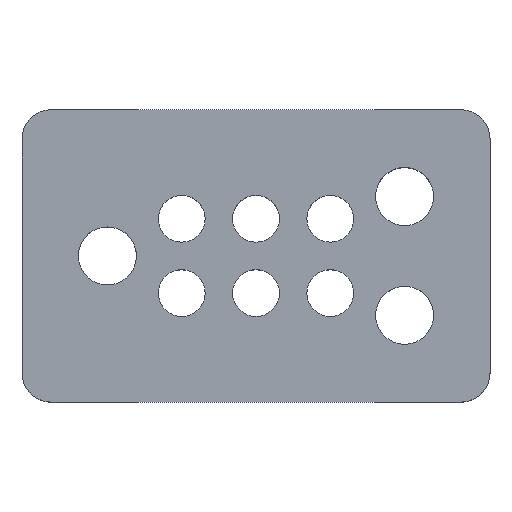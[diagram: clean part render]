
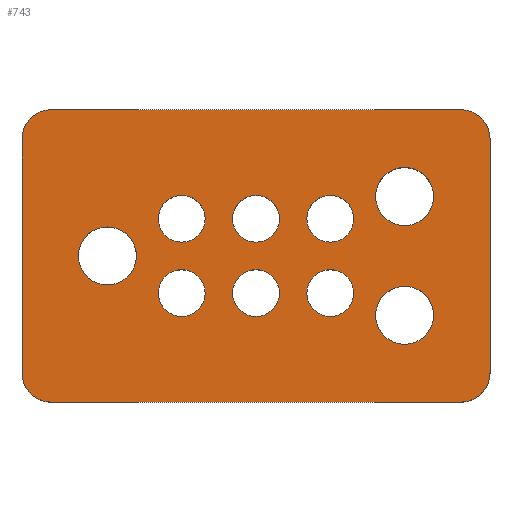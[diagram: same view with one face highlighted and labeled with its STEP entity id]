
A CAD part, top view. The second image highlights one B-rep face of the part: STEP entity #743.
In plain terms, the highlighted planar face has unit normal (0, 0, 1).
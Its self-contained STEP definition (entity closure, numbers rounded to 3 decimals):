
#71 = VERTEX_POINT('',#72);
#72 = CARTESIAN_POINT('',(3.5,2.5,0.));
#90 = VERTEX_POINT('',#91);
#91 = CARTESIAN_POINT('',(4.,2.,0.));
#97 = EDGE_CURVE('',#71,#90,#98,.T.);
#98 = CIRCLE('',#99,0.5);
#99 = AXIS2_PLACEMENT_3D('',#100,#101,#102);
#100 = CARTESIAN_POINT('',(3.5,2.,0.));
#101 = DIRECTION('',(0.,0.,-1.));
#102 = DIRECTION('',(0.,1.,0.));
#122 = VERTEX_POINT('',#123);
#123 = CARTESIAN_POINT('',(2.,2.5,0.));
#129 = EDGE_CURVE('',#71,#122,#130,.T.);
#130 = LINE('',#131,#132);
#131 = CARTESIAN_POINT('',(3.5,2.5,0.));
#132 = VECTOR('',#133,1.);
#133 = DIRECTION('',(-1.,0.,0.));
#153 = VERTEX_POINT('',#154);
#154 = CARTESIAN_POINT('',(4.,-2.,0.));
#160 = EDGE_CURVE('',#90,#153,#161,.T.);
#161 = LINE('',#162,#163);
#162 = CARTESIAN_POINT('',(4.,2.,0.));
#163 = VECTOR('',#164,1.);
#164 = DIRECTION('',(0.,-1.,0.));
#184 = VERTEX_POINT('',#185);
#185 = CARTESIAN_POINT('',(-2.,2.5,0.));
#191 = EDGE_CURVE('',#122,#184,#192,.T.);
#192 = LINE('',#193,#194);
#193 = CARTESIAN_POINT('',(2.,2.5,0.));
#194 = VECTOR('',#195,1.);
#195 = DIRECTION('',(-1.,0.,0.));
#216 = VERTEX_POINT('',#217);
#217 = CARTESIAN_POINT('',(3.5,-2.5,0.));
#223 = EDGE_CURVE('',#153,#216,#224,.T.);
#224 = CIRCLE('',#225,0.5);
#225 = AXIS2_PLACEMENT_3D('',#226,#227,#228);
#226 = CARTESIAN_POINT('',(3.5,-2.,0.));
#227 = DIRECTION('',(0.,0.,-1.));
#228 = DIRECTION('',(1.,0.,0.));
#239 = VERTEX_POINT('',#240);
#240 = CARTESIAN_POINT('',(-3.5,2.5,0.));
#255 = EDGE_CURVE('',#239,#184,#256,.T.);
#256 = LINE('',#257,#258);
#257 = CARTESIAN_POINT('',(-3.5,2.5,0.));
#258 = VECTOR('',#259,1.);
#259 = DIRECTION('',(1.,0.,0.));
#279 = VERTEX_POINT('',#280);
#280 = CARTESIAN_POINT('',(2.,-2.5,0.));
#286 = EDGE_CURVE('',#216,#279,#287,.T.);
#287 = LINE('',#288,#289);
#288 = CARTESIAN_POINT('',(3.5,-2.5,0.));
#289 = VECTOR('',#290,1.);
#290 = DIRECTION('',(-1.,0.,0.));
#301 = VERTEX_POINT('',#302);
#302 = CARTESIAN_POINT('',(-4.,2.,0.));
#318 = EDGE_CURVE('',#301,#239,#319,.T.);
#319 = CIRCLE('',#320,0.5);
#320 = AXIS2_PLACEMENT_3D('',#321,#322,#323);
#321 = CARTESIAN_POINT('',(-3.5,2.,0.));
#322 = DIRECTION('',(0.,0.,-1.));
#323 = DIRECTION('',(-1.,0.,-0.));
#334 = VERTEX_POINT('',#335);
#335 = CARTESIAN_POINT('',(-2.,-2.5,0.));
#350 = EDGE_CURVE('',#334,#279,#351,.T.);
#351 = LINE('',#352,#353);
#352 = CARTESIAN_POINT('',(-2.,-2.5,0.));
#353 = VECTOR('',#354,1.);
#354 = DIRECTION('',(1.,0.,0.));
#374 = VERTEX_POINT('',#375);
#375 = CARTESIAN_POINT('',(-4.,-2.,0.));
#381 = EDGE_CURVE('',#301,#374,#382,.T.);
#382 = LINE('',#383,#384);
#383 = CARTESIAN_POINT('',(-4.,2.,0.));
#384 = VECTOR('',#385,1.);
#385 = DIRECTION('',(0.,-1.,0.));
#396 = VERTEX_POINT('',#397);
#397 = CARTESIAN_POINT('',(-3.5,-2.5,0.));
#412 = EDGE_CURVE('',#396,#334,#413,.T.);
#413 = LINE('',#414,#415);
#414 = CARTESIAN_POINT('',(-3.5,-2.5,0.));
#415 = VECTOR('',#416,1.);
#416 = DIRECTION('',(1.,0.,0.));
#435 = EDGE_CURVE('',#396,#374,#436,.T.);
#436 = CIRCLE('',#437,0.5);
#437 = AXIS2_PLACEMENT_3D('',#438,#439,#440);
#438 = CARTESIAN_POINT('',(-3.5,-2.,0.));
#439 = DIRECTION('',(0.,0.,-1.));
#440 = DIRECTION('',(0.,-1.,0.));
#451 = VERTEX_POINT('',#452);
#452 = CARTESIAN_POINT('',(3.035,-1.016,0.));
#468 = EDGE_CURVE('',#451,#451,#469,.T.);
#469 = CIRCLE('',#470,0.495);
#470 = AXIS2_PLACEMENT_3D('',#471,#472,#473);
#471 = CARTESIAN_POINT('',(2.54,-1.016,0.));
#472 = DIRECTION('',(0.,0.,1.));
#473 = DIRECTION('',(1.,0.,-0.));
#484 = VERTEX_POINT('',#485);
#485 = CARTESIAN_POINT('',(1.67,-0.635,0.));
#501 = EDGE_CURVE('',#484,#484,#502,.T.);
#502 = CIRCLE('',#503,0.4);
#503 = AXIS2_PLACEMENT_3D('',#504,#505,#506);
#504 = CARTESIAN_POINT('',(1.27,-0.635,0.));
#505 = DIRECTION('',(0.,0.,1.));
#506 = DIRECTION('',(1.,0.,-0.));
#517 = VERTEX_POINT('',#518);
#518 = CARTESIAN_POINT('',(0.4,-0.635,0.));
#534 = EDGE_CURVE('',#517,#517,#535,.T.);
#535 = CIRCLE('',#536,0.4);
#536 = AXIS2_PLACEMENT_3D('',#537,#538,#539);
#537 = CARTESIAN_POINT('',(0.,-0.635,0.));
#538 = DIRECTION('',(0.,0.,1.));
#539 = DIRECTION('',(1.,0.,-0.));
#550 = VERTEX_POINT('',#551);
#551 = CARTESIAN_POINT('',(-0.87,-0.635,0.));
#567 = EDGE_CURVE('',#550,#550,#568,.T.);
#568 = CIRCLE('',#569,0.4);
#569 = AXIS2_PLACEMENT_3D('',#570,#571,#572);
#570 = CARTESIAN_POINT('',(-1.27,-0.635,0.));
#571 = DIRECTION('',(0.,0.,1.));
#572 = DIRECTION('',(1.,0.,-0.));
#583 = VERTEX_POINT('',#584);
#584 = CARTESIAN_POINT('',(1.67,0.635,0.));
#600 = EDGE_CURVE('',#583,#583,#601,.T.);
#601 = CIRCLE('',#602,0.4);
#602 = AXIS2_PLACEMENT_3D('',#603,#604,#605);
#603 = CARTESIAN_POINT('',(1.27,0.635,0.));
#604 = DIRECTION('',(0.,0.,1.));
#605 = DIRECTION('',(1.,0.,-0.));
#616 = VERTEX_POINT('',#617);
#617 = CARTESIAN_POINT('',(3.035,1.016,0.));
#633 = EDGE_CURVE('',#616,#616,#634,.T.);
#634 = CIRCLE('',#635,0.495);
#635 = AXIS2_PLACEMENT_3D('',#636,#637,#638);
#636 = CARTESIAN_POINT('',(2.54,1.016,0.));
#637 = DIRECTION('',(0.,0.,1.));
#638 = DIRECTION('',(1.,0.,-0.));
#649 = VERTEX_POINT('',#650);
#650 = CARTESIAN_POINT('',(0.4,0.635,0.));
#666 = EDGE_CURVE('',#649,#649,#667,.T.);
#667 = CIRCLE('',#668,0.4);
#668 = AXIS2_PLACEMENT_3D('',#669,#670,#671);
#669 = CARTESIAN_POINT('',(0.,0.635,0.));
#670 = DIRECTION('',(0.,0.,1.));
#671 = DIRECTION('',(1.,0.,-0.));
#682 = VERTEX_POINT('',#683);
#683 = CARTESIAN_POINT('',(-0.87,0.635,0.));
#699 = EDGE_CURVE('',#682,#682,#700,.T.);
#700 = CIRCLE('',#701,0.4);
#701 = AXIS2_PLACEMENT_3D('',#702,#703,#704);
#702 = CARTESIAN_POINT('',(-1.27,0.635,0.));
#703 = DIRECTION('',(0.,0.,1.));
#704 = DIRECTION('',(1.,0.,-0.));
#715 = VERTEX_POINT('',#716);
#716 = CARTESIAN_POINT('',(-2.045,0.,0.));
#732 = EDGE_CURVE('',#715,#715,#733,.T.);
#733 = CIRCLE('',#734,0.495);
#734 = AXIS2_PLACEMENT_3D('',#735,#736,#737);
#735 = CARTESIAN_POINT('',(-2.54,0.,0.));
#736 = DIRECTION('',(0.,0.,1.));
#737 = DIRECTION('',(1.,0.,-0.));
#743 = ADVANCED_FACE('',(#744,#758,#761,#764,#767,#770,#773,#776,#779,
    #782),#785,.F.);
#744 = FACE_BOUND('',#745,.F.);
#745 = EDGE_LOOP('',(#746,#747,#748,#749,#750,#751,#752,#753,#754,#755,
    #756,#757));
#746 = ORIENTED_EDGE('',*,*,#97,.T.);
#747 = ORIENTED_EDGE('',*,*,#160,.T.);
#748 = ORIENTED_EDGE('',*,*,#223,.T.);
#749 = ORIENTED_EDGE('',*,*,#286,.T.);
#750 = ORIENTED_EDGE('',*,*,#350,.F.);
#751 = ORIENTED_EDGE('',*,*,#412,.F.);
#752 = ORIENTED_EDGE('',*,*,#435,.T.);
#753 = ORIENTED_EDGE('',*,*,#381,.F.);
#754 = ORIENTED_EDGE('',*,*,#318,.T.);
#755 = ORIENTED_EDGE('',*,*,#255,.T.);
#756 = ORIENTED_EDGE('',*,*,#191,.F.);
#757 = ORIENTED_EDGE('',*,*,#129,.F.);
#758 = FACE_BOUND('',#759,.F.);
#759 = EDGE_LOOP('',(#760));
#760 = ORIENTED_EDGE('',*,*,#468,.T.);
#761 = FACE_BOUND('',#762,.F.);
#762 = EDGE_LOOP('',(#763));
#763 = ORIENTED_EDGE('',*,*,#501,.T.);
#764 = FACE_BOUND('',#765,.F.);
#765 = EDGE_LOOP('',(#766));
#766 = ORIENTED_EDGE('',*,*,#534,.T.);
#767 = FACE_BOUND('',#768,.F.);
#768 = EDGE_LOOP('',(#769));
#769 = ORIENTED_EDGE('',*,*,#567,.T.);
#770 = FACE_BOUND('',#771,.F.);
#771 = EDGE_LOOP('',(#772));
#772 = ORIENTED_EDGE('',*,*,#600,.T.);
#773 = FACE_BOUND('',#774,.F.);
#774 = EDGE_LOOP('',(#775));
#775 = ORIENTED_EDGE('',*,*,#633,.T.);
#776 = FACE_BOUND('',#777,.F.);
#777 = EDGE_LOOP('',(#778));
#778 = ORIENTED_EDGE('',*,*,#666,.T.);
#779 = FACE_BOUND('',#780,.F.);
#780 = EDGE_LOOP('',(#781));
#781 = ORIENTED_EDGE('',*,*,#699,.T.);
#782 = FACE_BOUND('',#783,.F.);
#783 = EDGE_LOOP('',(#784));
#784 = ORIENTED_EDGE('',*,*,#732,.T.);
#785 = PLANE('',#786);
#786 = AXIS2_PLACEMENT_3D('',#787,#788,#789);
#787 = CARTESIAN_POINT('',(0.,0.,0.));
#788 = DIRECTION('',(-0.,-0.,-1.));
#789 = DIRECTION('',(-1.,0.,0.));
